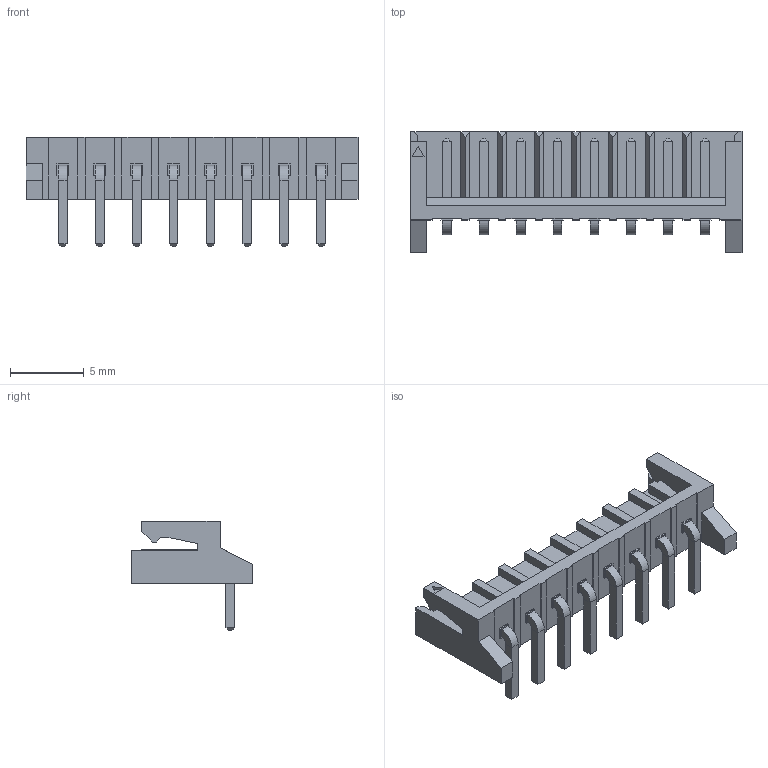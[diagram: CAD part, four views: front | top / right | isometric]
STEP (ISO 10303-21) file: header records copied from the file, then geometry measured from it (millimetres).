
FILE_DESCRIPTION (( 'STEP AP214' ), '1' );
FILE_NAME ('JST-S8B-EH-A.STEP', '2020-12-30T03:36:34', ( '' ), ( '' ), 'SwSTEP 2.0', 'SolidWorks 2020', '' );
FILE_SCHEMA (( 'AUTOMOTIVE_DESIGN' ));
Length unit declared in the file: millimetre
Products named in the file (1): JST-S8B-EH-A
Bounding box: 22.5 x 8.2 x 7.4 mm (x, y, z)
Volume: 271.5 mm3; surface area: 763.8 mm2
Topology: 1 solids, 1 shells, 325 faces, 781 edges, 484 vertices
Faces by surface type: plane 307, cylinder 18
Entity records: 12707 total; most frequent: CARTESIAN_POINT 1591, ORIENTED_EDGE 1562, DIRECTION 1469, EDGE_CURVE 781, LINE 745, VECTOR 745, VERTEX_POINT 484, AXIS2_PLACEMENT_3D 362
